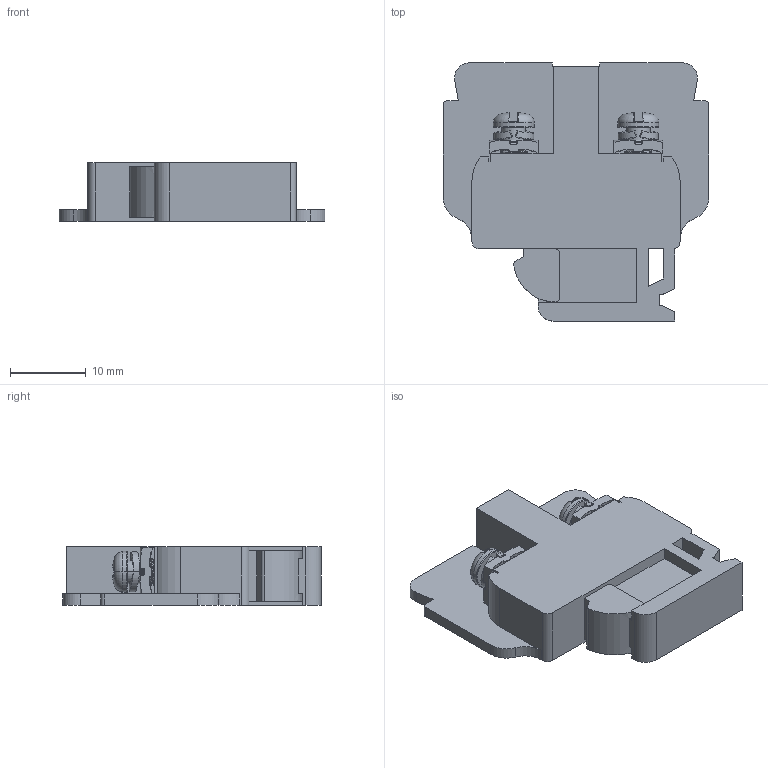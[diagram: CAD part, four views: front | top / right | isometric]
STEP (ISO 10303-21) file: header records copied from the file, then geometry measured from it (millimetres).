
FILE_DESCRIPTION((''),'2;1');
FILE_NAME('JF5','2022-10-20T',('ASUS'),(''),'PRO/ENGINEER BY PARAMETRIC TECHNOLOGY CORPORATION, 2013230','PRO/ENGINEER BY PARAMETRIC TECHNOLOGY CORPORATION, 2013230','');
FILE_SCHEMA(('CONFIG_CONTROL_DESIGN'));
Length unit declared in the file: millimetre
Products named in the file (1): JF5
Bounding box: 35 x 34 x 7.7 mm (x, y, z)
Volume: 4991.9 mm3; surface area: 3614.6 mm2
Topology: 3 solids, 3 shells, 496 faces, 1270 edges, 774 vertices
Faces by surface type: cylinder 171, plane 133, bspline 72, torus 68, sphere 28, cone 24
Entity records: 21007 total; most frequent: CARTESIAN_POINT 9459, ORIENTED_EDGE 2524, DIRECTION 2278, EDGE_CURVE 1262, AXIS2_PLACEMENT_3D 868, VERTEX_POINT 774, VECTOR 542, LINE 542
